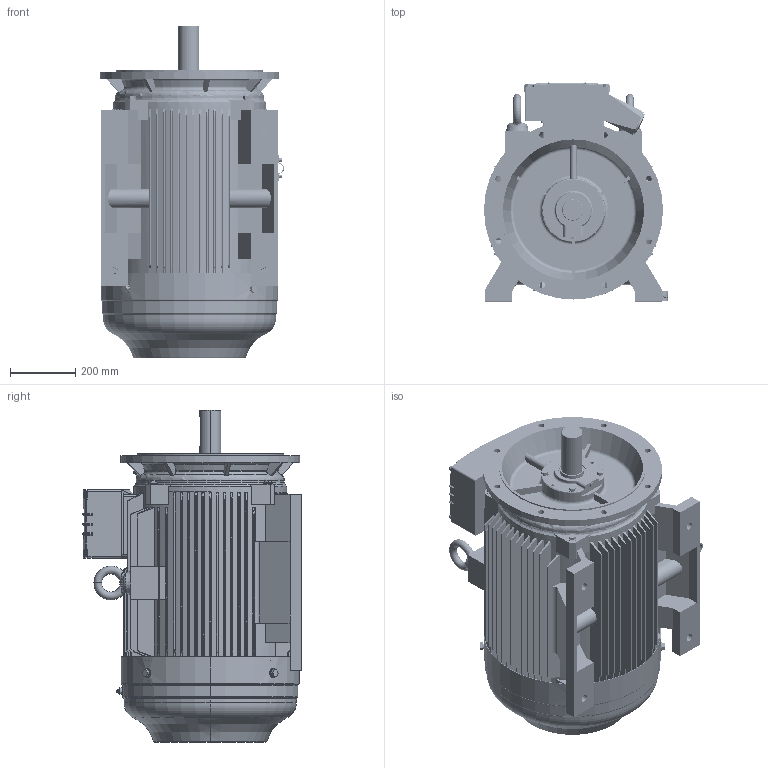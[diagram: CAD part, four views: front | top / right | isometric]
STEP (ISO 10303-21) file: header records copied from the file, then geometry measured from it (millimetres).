
FILE_DESCRIPTION((''),'2;1');
FILE_NAME('2WE280MB35-2','2012-12-22T',('Administrator'),(''),'PRO/ENGINEER BY PARAMETRIC TECHNOLOGY CORPORATION, 2007370','PRO/ENGINEER BY PARAMETRIC TECHNOLOGY CORPORATION, 2007370','');
FILE_SCHEMA(('CONFIG_CONTROL_DESIGN'));
Products named in the file (1): 2WE280MB35-2
Bounding box: 565.5 x 672.34 x 1020 mm (x, y, z)
Volume: 142386911.1 mm3; surface area: 5806689 mm2
Topology: 2 solids, 13 shells, 7339 faces, 21156 edges, 13964 vertices
Faces by surface type: plane 3728, cylinder 3158, cone 310, torus 111, bspline 28, sphere 4
Entity records: 251805 total; most frequent: CARTESIAN_POINT 53248, ORIENTED_EDGE 42300, DIRECTION 40601, EDGE_CURVE 21150, VERTEX_POINT 13963, AXIS2_PLACEMENT_3D 13742, VECTOR 13117, LINE 13117
